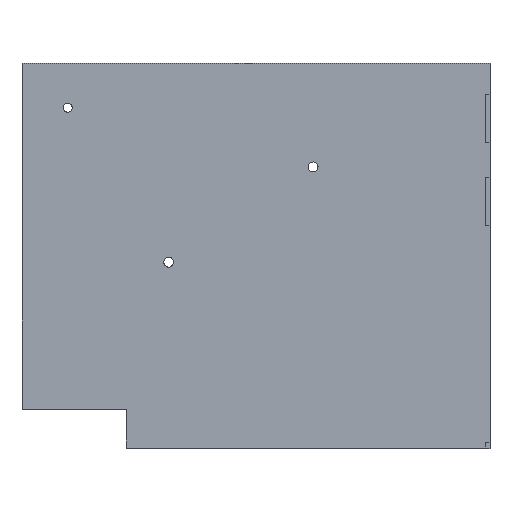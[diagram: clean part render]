
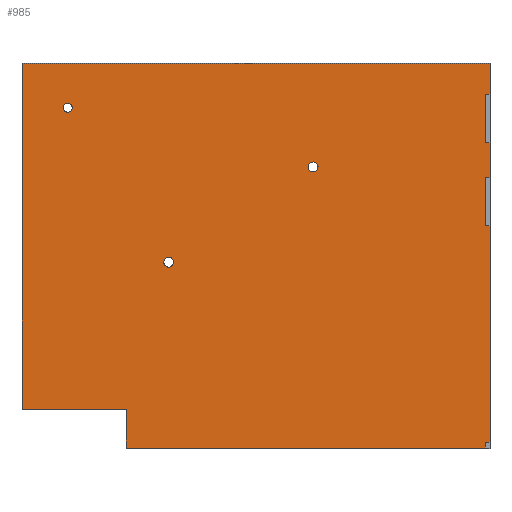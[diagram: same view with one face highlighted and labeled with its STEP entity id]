
A CAD part, top view. The second image highlights one B-rep face of the part: STEP entity #985.
In plain terms, the highlighted planar face has unit normal (0, 0, 1).
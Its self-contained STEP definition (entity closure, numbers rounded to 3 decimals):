
#45=FACE_BOUND('',#169,.T.);
#46=FACE_BOUND('',#170,.T.);
#47=FACE_BOUND('',#171,.T.);
#81=CIRCLE('',#1076,1.4);
#82=CIRCLE('',#1077,1.5);
#83=CIRCLE('',#1078,1.5);
#106=FACE_OUTER_BOUND('',#168,.T.);
#168=EDGE_LOOP('',(#769,#770,#771,#772,#773,#774,#775,#776,#777,#778,#779,
#780,#781,#782,#783,#784));
#169=EDGE_LOOP('',(#785));
#170=EDGE_LOOP('',(#786));
#171=EDGE_LOOP('',(#787));
#250=LINE('',#1516,#355);
#254=LINE('',#1524,#359);
#258=LINE('',#1531,#363);
#264=LINE('',#1558,#369);
#270=LINE('',#1573,#375);
#271=LINE('',#1575,#376);
#272=LINE('',#1577,#377);
#273=LINE('',#1578,#378);
#274=LINE('',#1580,#379);
#275=LINE('',#1582,#380);
#276=LINE('',#1583,#381);
#277=LINE('',#1585,#382);
#278=LINE('',#1587,#383);
#279=LINE('',#1588,#384);
#280=LINE('',#1590,#385);
#281=LINE('',#1591,#386);
#355=VECTOR('',#1215,10.);
#359=VECTOR('',#1219,10.);
#363=VECTOR('',#1223,10.);
#369=VECTOR('',#1253,10.);
#375=VECTOR('',#1267,10.);
#376=VECTOR('',#1268,10.);
#377=VECTOR('',#1269,10.);
#378=VECTOR('',#1270,10.);
#379=VECTOR('',#1271,10.);
#380=VECTOR('',#1272,10.);
#381=VECTOR('',#1273,10.);
#382=VECTOR('',#1274,10.);
#383=VECTOR('',#1275,10.);
#384=VECTOR('',#1276,10.);
#385=VECTOR('',#1277,10.);
#386=VECTOR('',#1278,10.);
#460=VERTEX_POINT('',#1492);
#471=VERTEX_POINT('',#1513);
#472=VERTEX_POINT('',#1515);
#475=VERTEX_POINT('',#1521);
#476=VERTEX_POINT('',#1523);
#479=VERTEX_POINT('',#1529);
#487=VERTEX_POINT('',#1555);
#488=VERTEX_POINT('',#1557);
#493=VERTEX_POINT('',#1572);
#494=VERTEX_POINT('',#1574);
#495=VERTEX_POINT('',#1576);
#496=VERTEX_POINT('',#1579);
#497=VERTEX_POINT('',#1581);
#498=VERTEX_POINT('',#1584);
#499=VERTEX_POINT('',#1586);
#500=VERTEX_POINT('',#1589);
#501=VERTEX_POINT('',#1592);
#502=VERTEX_POINT('',#1594);
#503=VERTEX_POINT('',#1596);
#573=EDGE_CURVE('',#472,#471,#250,.T.);
#577=EDGE_CURVE('',#476,#475,#254,.T.);
#581=EDGE_CURVE('',#460,#479,#258,.T.);
#593=EDGE_CURVE('',#488,#487,#264,.T.);
#601=EDGE_CURVE('',#493,#460,#270,.T.);
#602=EDGE_CURVE('',#479,#494,#271,.T.);
#603=EDGE_CURVE('',#494,#495,#272,.T.);
#604=EDGE_CURVE('',#495,#476,#273,.T.);
#605=EDGE_CURVE('',#475,#496,#274,.T.);
#606=EDGE_CURVE('',#496,#497,#275,.T.);
#607=EDGE_CURVE('',#497,#472,#276,.T.);
#608=EDGE_CURVE('',#471,#498,#277,.T.);
#609=EDGE_CURVE('',#498,#499,#278,.T.);
#610=EDGE_CURVE('',#499,#488,#279,.T.);
#611=EDGE_CURVE('',#487,#500,#280,.T.);
#612=EDGE_CURVE('',#500,#493,#281,.T.);
#613=EDGE_CURVE('',#501,#501,#81,.T.);
#614=EDGE_CURVE('',#502,#502,#82,.T.);
#615=EDGE_CURVE('',#503,#503,#83,.T.);
#769=ORIENTED_EDGE('',*,*,#601,.T.);
#770=ORIENTED_EDGE('',*,*,#581,.T.);
#771=ORIENTED_EDGE('',*,*,#602,.T.);
#772=ORIENTED_EDGE('',*,*,#603,.T.);
#773=ORIENTED_EDGE('',*,*,#604,.T.);
#774=ORIENTED_EDGE('',*,*,#577,.T.);
#775=ORIENTED_EDGE('',*,*,#605,.T.);
#776=ORIENTED_EDGE('',*,*,#606,.T.);
#777=ORIENTED_EDGE('',*,*,#607,.T.);
#778=ORIENTED_EDGE('',*,*,#573,.T.);
#779=ORIENTED_EDGE('',*,*,#608,.T.);
#780=ORIENTED_EDGE('',*,*,#609,.T.);
#781=ORIENTED_EDGE('',*,*,#610,.T.);
#782=ORIENTED_EDGE('',*,*,#593,.T.);
#783=ORIENTED_EDGE('',*,*,#611,.T.);
#784=ORIENTED_EDGE('',*,*,#612,.T.);
#785=ORIENTED_EDGE('',*,*,#613,.T.);
#786=ORIENTED_EDGE('',*,*,#614,.T.);
#787=ORIENTED_EDGE('',*,*,#615,.T.);
#947=PLANE('',#1075);
#985=ADVANCED_FACE('',(#106,#45,#46,#47),#947,.T.);
#1075=AXIS2_PLACEMENT_3D('',#1571,#1265,#1266);
#1076=AXIS2_PLACEMENT_3D('',#1593,#1279,#1280);
#1077=AXIS2_PLACEMENT_3D('',#1595,#1281,#1282);
#1078=AXIS2_PLACEMENT_3D('',#1597,#1283,#1284);
#1215=DIRECTION('',(0.,1.,0.));
#1219=DIRECTION('',(0.,1.,0.));
#1223=DIRECTION('',(0.,1.,0.));
#1253=DIRECTION('',(0.,-1.,0.));
#1265=DIRECTION('center_axis',(0.,0.,1.));
#1266=DIRECTION('ref_axis',(1.,0.,0.));
#1267=DIRECTION('',(1.,0.,0.));
#1268=DIRECTION('',(-1.,0.,0.));
#1269=DIRECTION('',(0.,1.,0.));
#1270=DIRECTION('',(1.,0.,0.));
#1271=DIRECTION('',(-1.,0.,0.));
#1272=DIRECTION('',(0.,1.,0.));
#1273=DIRECTION('',(1.,0.,0.));
#1274=DIRECTION('',(-1.,0.,0.));
#1275=DIRECTION('',(0.,-1.,0.));
#1276=DIRECTION('',(1.,0.,0.));
#1277=DIRECTION('',(1.,0.,0.));
#1278=DIRECTION('',(0.,1.,0.));
#1279=DIRECTION('center_axis',(0.,0.,-1.));
#1280=DIRECTION('ref_axis',(0.,1.,0.));
#1281=DIRECTION('center_axis',(0.,0.,-1.));
#1282=DIRECTION('ref_axis',(1.,0.,0.));
#1283=DIRECTION('center_axis',(0.,0.,-1.));
#1284=DIRECTION('ref_axis',(0.,1.,0.));
#1492=CARTESIAN_POINT('',(142.9,-115.672,76.2));
#1513=CARTESIAN_POINT('',(142.9,0.,76.2));
#1515=CARTESIAN_POINT('',(142.9,-9.472,76.2));
#1516=CARTESIAN_POINT('',(142.9,-221.475,76.2));
#1521=CARTESIAN_POINT('',(142.9,-24.172,76.2));
#1523=CARTESIAN_POINT('',(142.9,-34.872,76.2));
#1524=CARTESIAN_POINT('',(142.9,-221.475,76.2));
#1529=CARTESIAN_POINT('',(142.9,-49.572,76.2));
#1531=CARTESIAN_POINT('',(142.9,-221.475,76.2));
#1555=CARTESIAN_POINT('',(31.8,-117.5,76.2));
#1557=CARTESIAN_POINT('',(31.8,-105.6,76.2));
#1558=CARTESIAN_POINT('',(31.8,-190.625,76.2));
#1571=CARTESIAN_POINT('Origin',(71.45,-147.65,76.2));
#1572=CARTESIAN_POINT('',(141.467,-115.672,76.2));
#1573=CARTESIAN_POINT('',(113.509,-115.672,76.2));
#1574=CARTESIAN_POINT('',(141.467,-49.572,76.2));
#1575=CARTESIAN_POINT('',(107.119,-49.572,76.2));
#1576=CARTESIAN_POINT('',(141.467,-34.872,76.2));
#1577=CARTESIAN_POINT('',(141.467,-108.037,76.2));
#1578=CARTESIAN_POINT('',(113.509,-34.872,76.2));
#1579=CARTESIAN_POINT('',(141.467,-24.172,76.2));
#1580=CARTESIAN_POINT('',(107.119,-24.172,76.2));
#1581=CARTESIAN_POINT('',(141.467,-9.472,76.2));
#1582=CARTESIAN_POINT('',(141.467,-108.037,76.2));
#1583=CARTESIAN_POINT('',(113.509,-9.472,76.2));
#1584=CARTESIAN_POINT('',(0.,0.,76.2));
#1585=CARTESIAN_POINT('',(0.,0.,76.2));
#1586=CARTESIAN_POINT('',(0.,-105.6,76.2));
#1587=CARTESIAN_POINT('',(0.,0.,76.2));
#1588=CARTESIAN_POINT('',(51.625,-105.6,76.2));
#1589=CARTESIAN_POINT('',(141.467,-117.5,76.2));
#1590=CARTESIAN_POINT('',(71.45,-117.5,76.2));
#1591=CARTESIAN_POINT('',(141.467,-109.537,76.2));
#1592=CARTESIAN_POINT('',(13.924,-14.9,76.2));
#1593=CARTESIAN_POINT('Origin',(13.924,-13.5,76.2));
#1594=CARTESIAN_POINT('',(43.3,-60.7,76.2));
#1595=CARTESIAN_POINT('Origin',(44.8,-60.7,76.2));
#1596=CARTESIAN_POINT('',(88.9,-33.1,76.2));
#1597=CARTESIAN_POINT('Origin',(88.9,-31.6,76.2));
